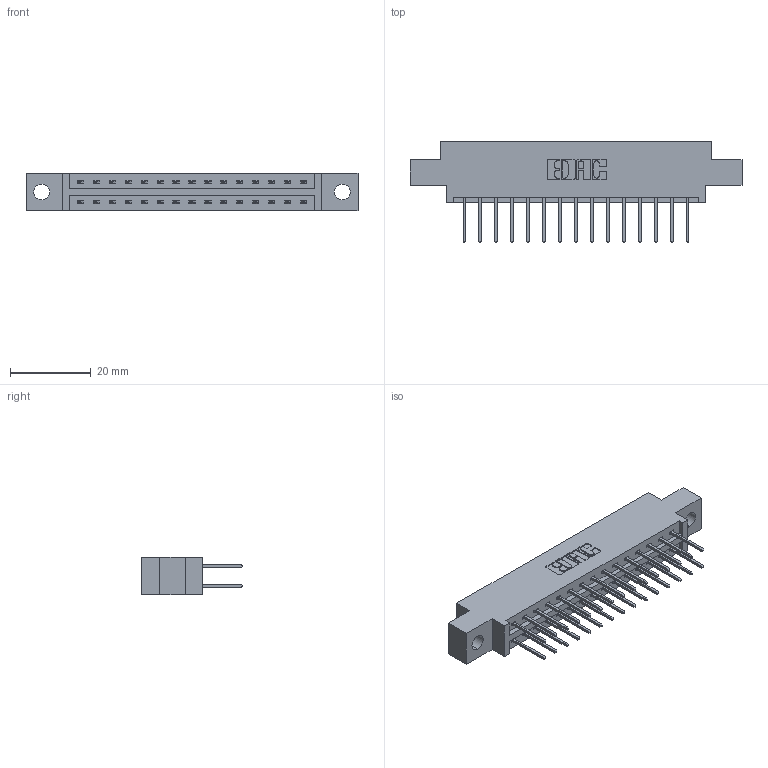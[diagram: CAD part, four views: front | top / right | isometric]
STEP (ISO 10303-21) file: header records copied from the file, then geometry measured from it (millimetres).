
FILE_DESCRIPTION (( 'STEP AP203' ), '1' );
FILE_NAME ('337-030-523-804.STEP', '2018-08-07T00:35:36', ( '' ), ( '' ), 'SwSTEP 2.0', 'SolidWorks 2016', '' );
FILE_SCHEMA (( 'CONFIG_CONTROL_DESIGN' ));
Length unit declared in the file: inch
Products named in the file (3): 337 Part_0.170 Offset - 0.156 Dia-TH; 345-292-001_345-293-123; 337-030-523-804
Assembly tree (31 placements, depth 2):
  337-030-523-804
    337 Part_0.170 Offset - 0.156 Dia-TH
    345-292-001_345-293-123  x30
Bounding box: 82.45 x 25.15 x 9.4 mm (x, y, z)
Volume: 8185.8 mm3; surface area: 9189.2 mm2
Topology: 31 solids, 31 shells, 1738 faces, 5153 edges, 3394 vertices
Faces by surface type: plane 1214, cylinder 524
Entity records: 15275 total; most frequent: CARTESIAN_POINT 2598, ORIENTED_EDGE 2534, DIRECTION 2259, EDGE_CURVE 1267, LINE 1139, VECTOR 1139, VERTEX_POINT 842, AXIS2_PLACEMENT_3D 560
